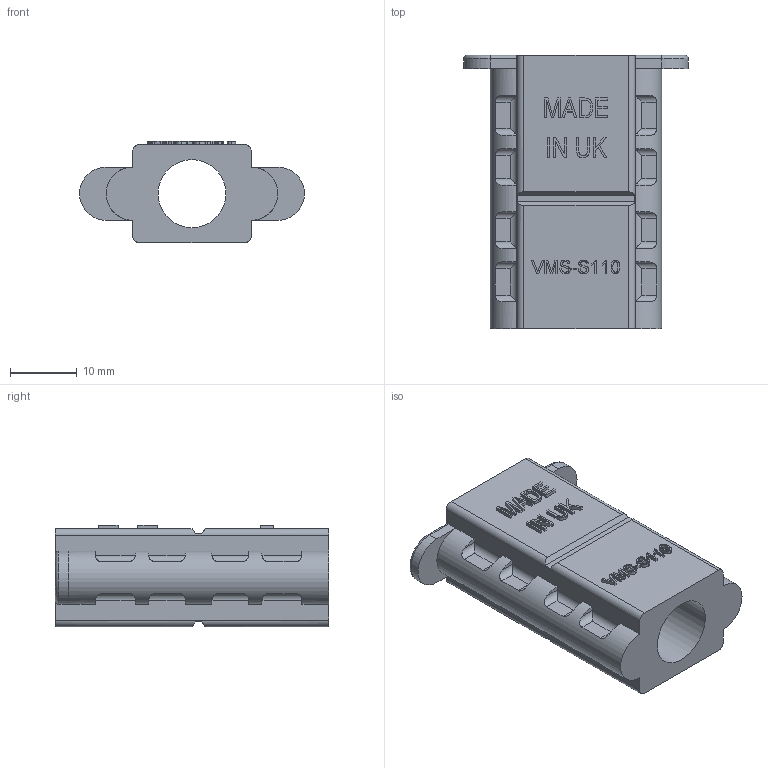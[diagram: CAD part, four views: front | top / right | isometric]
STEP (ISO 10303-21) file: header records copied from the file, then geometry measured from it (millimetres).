
FILE_DESCRIPTION(/* description */ (''),/* implementation_level */ '2;1');
FILE_NAME(/* name */ 'VMS Packer 110.step',/* time_stamp */ '2020-04-27T09:53:44+01:00',/* author */ (''),/* organization */ (''),/* preprocessor_version */ 'ST-DEVELOPER v18.1',/* originating_system */ 'Autodesk Translation Framework v9.2.0.1227',/* authorisation */ '');
FILE_SCHEMA (('AUTOMOTIVE_DESIGN { 1 0 10303 214 3 1 1 }'));
Length unit declared in the file: millimetre
Products named in the file (1): VMS Packer 110-1
Bounding box: 33.75 x 41 x 15.25 mm (x, y, z)
Volume: 9211.6 mm3; surface area: 5152 mm2
Topology: 1 solids, 1 shells, 325 faces, 874 edges, 570 vertices
Faces by surface type: plane 202, cylinder 61, bspline 60, torus 2
Full cylindrical faces by diameter (mm): 10.2 x1
Entity records: 13563 total; most frequent: CARTESIAN_POINT 5774, ORIENTED_EDGE 1748, DIRECTION 1356, EDGE_CURVE 874, LINE 620, VECTOR 620, VERTEX_POINT 570, AXIS2_PLACEMENT_3D 368
